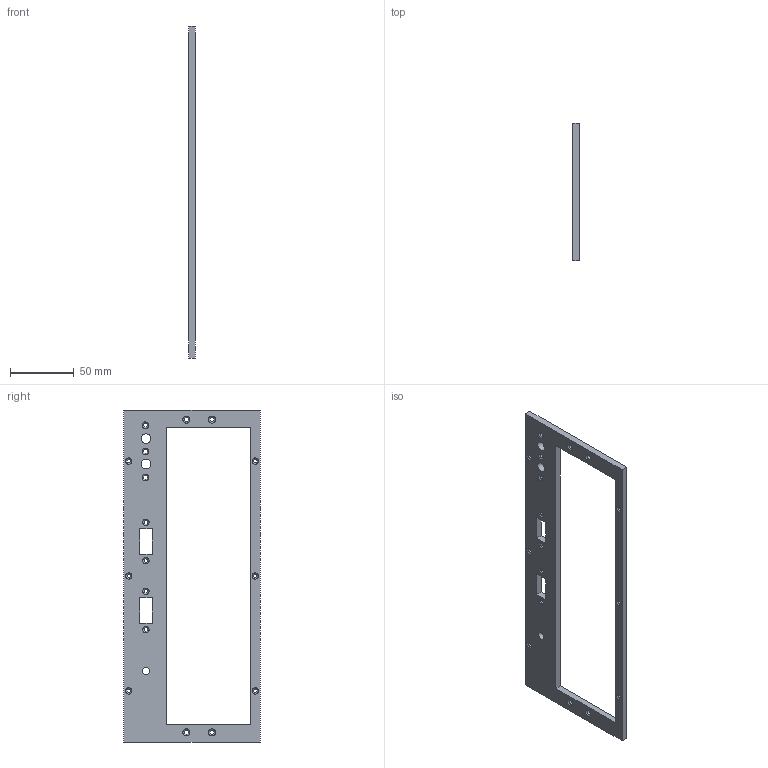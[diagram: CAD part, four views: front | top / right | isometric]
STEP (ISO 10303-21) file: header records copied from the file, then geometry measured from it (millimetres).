
FILE_DESCRIPTION(/* description */ (''),/* implementation_level */ '2;1');
FILE_NAME(/* name */ 'frontPanel.step',/* time_stamp */ '2020-09-08T15:22:09+08:00',/* author */ (''),/* organization */ (''),/* preprocessor_version */ 'ST-DEVELOPER v18.1',/* originating_system */ 'Autodesk Translation Framework v9.3.0.1241',/* authorisation */ '');
FILE_SCHEMA (('AUTOMOTIVE_DESIGN { 1 0 10303 214 3 1 1 }'));
Length unit declared in the file: millimetre
Bounding box: 5 x 107 x 260 mm (x, y, z)
Volume: 58850.2 mm3; surface area: 31940.5 mm2
Topology: 1 solids, 1 shells, 55 faces, 142 edges, 89 vertices
Faces by surface type: cylinder 20, plane 18, cone 17
Full cylindrical faces by diameter (mm): 3 x10, 3.3 x3, 3.5 x4, 6 x1, 7.5 x2
Entity records: 1809 total; most frequent: DIRECTION 311, CARTESIAN_POINT 287, ORIENTED_EDGE 284, EDGE_CURVE 142, AXIS2_PLACEMENT_3D 113, EDGE_LOOP 101, VERTEX_POINT 89, LINE 85
